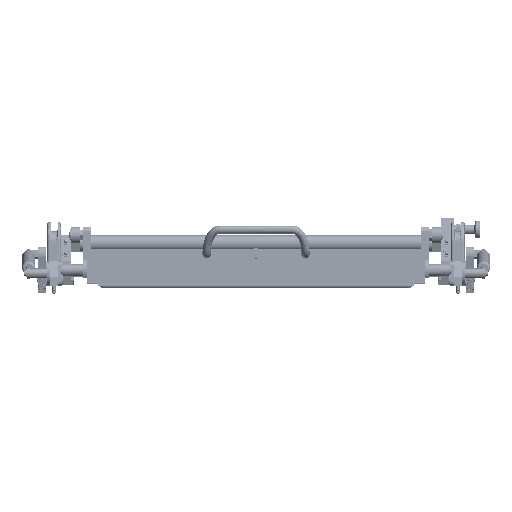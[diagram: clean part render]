
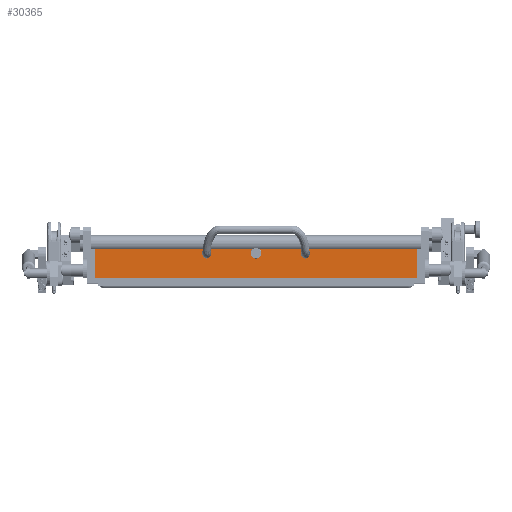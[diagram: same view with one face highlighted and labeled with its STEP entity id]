
A CAD part, top view. The second image highlights one B-rep face of the part: STEP entity #30365.
In plain terms, the highlighted planar face has unit normal (0, 0, 1).
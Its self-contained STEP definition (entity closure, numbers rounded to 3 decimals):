
#368 = CARTESIAN_POINT ( 'NONE',  ( 0., 35., 0. ) ) ;
#831 = CARTESIAN_POINT ( 'NONE',  ( 257.75, 28., 0. ) ) ;
#1438 = AXIS2_PLACEMENT_3D ( 'NONE', #87600, #82612, #33887 ) ;
#2376 = EDGE_LOOP ( 'NONE', ( #29397, #47236 ) ) ;
#3169 = AXIS2_PLACEMENT_3D ( 'NONE', #28824, #82551, #76673 ) ;
#3768 = VECTOR ( 'NONE', #51771, 1000. ) ;
#4614 = EDGE_CURVE ( 'NONE', #23646, #78572, #37439, .T. ) ;
#4795 = CARTESIAN_POINT ( 'NONE',  ( 0., 0., 0. ) ) ;
#8868 = CARTESIAN_POINT ( 'NONE',  ( 390., 0., 0. ) ) ;
#10517 = EDGE_LOOP ( 'NONE', ( #80355, #74949 ) ) ;
#12187 = ORIENTED_EDGE ( 'NONE', *, *, #13321, .T. ) ;
#13321 = EDGE_CURVE ( 'NONE', #78572, #65061, #25984, .T. ) ;
#14208 = AXIS2_PLACEMENT_3D ( 'NONE', #85495, #79603, #38083 ) ;
#14347 = PLANE ( 'NONE',  #47293 ) ;
#16199 = CARTESIAN_POINT ( 'NONE',  ( 390., 35., 0. ) ) ;
#16383 = AXIS2_PLACEMENT_3D ( 'NONE', #21640, #83051, #28859 ) ;
#16549 = CARTESIAN_POINT ( 'NONE',  ( 390., 0., 0. ) ) ;
#16628 = CARTESIAN_POINT ( 'NONE',  ( 0., 35., 0. ) ) ;
#18599 = EDGE_CURVE ( 'NONE', #69760, #59730, #63948, .T. ) ;
#19773 = DIRECTION ( 'NONE',  ( 0., 0., -1. ) ) ;
#20714 = CARTESIAN_POINT ( 'NONE',  ( 132.25, 28., 0. ) ) ;
#21258 = DIRECTION ( 'NONE',  ( -1., 0., 0. ) ) ;
#21640 = CARTESIAN_POINT ( 'NONE',  ( 135., 28., 0. ) ) ;
#23019 = EDGE_CURVE ( 'NONE', #59730, #69760, #35569, .T. ) ;
#23646 = VERTEX_POINT ( 'NONE', #16628 ) ;
#25033 = ORIENTED_EDGE ( 'NONE', *, *, #4614, .T. ) ;
#25984 = LINE ( 'NONE', #4795, #3768 ) ;
#27847 = EDGE_CURVE ( 'NONE', #85490, #52797, #80643, .T. ) ;
#28824 = CARTESIAN_POINT ( 'NONE',  ( 255., 28., 0. ) ) ;
#28859 = DIRECTION ( 'NONE',  ( -1., 0., 0. ) ) ;
#29397 = ORIENTED_EDGE ( 'NONE', *, *, #27847, .F. ) ;
#30346 = VERTEX_POINT ( 'NONE', #831 ) ;
#30365 = ADVANCED_FACE ( 'NONE', ( #54972, #83396, #55423, #76623 ), #14347, .F. ) ;
#30522 = DIRECTION ( 'NONE',  ( 0., 1., 0. ) ) ;
#30973 = LINE ( 'NONE', #16549, #85385 ) ;
#33579 = ORIENTED_EDGE ( 'NONE', *, *, #45855, .T. ) ;
#33887 = DIRECTION ( 'NONE',  ( 1., 0., 0. ) ) ;
#34499 = CARTESIAN_POINT ( 'NONE',  ( 0., 0., 0. ) ) ;
#35569 = CIRCLE ( 'NONE', #81634, 2.75 ) ;
#35805 = VERTEX_POINT ( 'NONE', #16199 ) ;
#37439 = LINE ( 'NONE', #64980, #50924 ) ;
#38083 = DIRECTION ( 'NONE',  ( 1., 0., 0. ) ) ;
#39039 = VECTOR ( 'NONE', #73798, 1000. ) ;
#39950 = CARTESIAN_POINT ( 'NONE',  ( 0., 35., 0. ) ) ;
#42078 = CIRCLE ( 'NONE', #3169, 2.75 ) ;
#42505 = DIRECTION ( 'NONE',  ( 0., 0., -1. ) ) ;
#42936 = DIRECTION ( 'NONE',  ( -1., 0., 0. ) ) ;
#43917 = VERTEX_POINT ( 'NONE', #62450 ) ;
#44539 = EDGE_CURVE ( 'NONE', #35805, #23646, #58947, .T. ) ;
#44713 = CARTESIAN_POINT ( 'NONE',  ( 255., 28., 0. ) ) ;
#45855 = EDGE_CURVE ( 'NONE', #65061, #35805, #30973, .T. ) ;
#47236 = ORIENTED_EDGE ( 'NONE', *, *, #61962, .F. ) ;
#47293 = AXIS2_PLACEMENT_3D ( 'NONE', #368, #19773, #61314 ) ;
#50924 = VECTOR ( 'NONE', #58202, 1000. ) ;
#51771 = DIRECTION ( 'NONE',  ( 1., 0., 0. ) ) ;
#52797 = VERTEX_POINT ( 'NONE', #71136 ) ;
#54972 = FACE_BOUND ( 'NONE', #10517, .T. ) ;
#55423 = FACE_BOUND ( 'NONE', #2376, .T. ) ;
#55889 = CARTESIAN_POINT ( 'NONE',  ( 199.25, 29.5, 0. ) ) ;
#58202 = DIRECTION ( 'NONE',  ( 0., -1., 0. ) ) ;
#58556 = EDGE_LOOP ( 'NONE', ( #68263, #75738 ) ) ;
#58939 = CIRCLE ( 'NONE', #14208, 4.25 ) ;
#58947 = LINE ( 'NONE', #39950, #39039 ) ;
#59730 = VERTEX_POINT ( 'NONE', #75436 ) ;
#61314 = DIRECTION ( 'NONE',  ( -1., 0., 0. ) ) ;
#61903 = CARTESIAN_POINT ( 'NONE',  ( 135., 28., 0. ) ) ;
#61962 = EDGE_CURVE ( 'NONE', #52797, #85490, #58939, .T. ) ;
#62450 = CARTESIAN_POINT ( 'NONE',  ( 252.25, 28., 0. ) ) ;
#63948 = CIRCLE ( 'NONE', #16383, 2.75 ) ;
#64980 = CARTESIAN_POINT ( 'NONE',  ( 0., 0., 0. ) ) ;
#65061 = VERTEX_POINT ( 'NONE', #8868 ) ;
#67569 = AXIS2_PLACEMENT_3D ( 'NONE', #44713, #83991, #42936 ) ;
#68263 = ORIENTED_EDGE ( 'NONE', *, *, #18599, .T. ) ;
#69760 = VERTEX_POINT ( 'NONE', #20714 ) ;
#71136 = CARTESIAN_POINT ( 'NONE',  ( 190.75, 29.5, 0. ) ) ;
#73347 = CIRCLE ( 'NONE', #67569, 2.75 ) ;
#73798 = DIRECTION ( 'NONE',  ( -1., 0., 0. ) ) ;
#74949 = ORIENTED_EDGE ( 'NONE', *, *, #86798, .T. ) ;
#75436 = CARTESIAN_POINT ( 'NONE',  ( 137.75, 28., 0. ) ) ;
#75738 = ORIENTED_EDGE ( 'NONE', *, *, #23019, .T. ) ;
#76623 = FACE_OUTER_BOUND ( 'NONE', #77987, .T. ) ;
#76673 = DIRECTION ( 'NONE',  ( -1., 0., 0. ) ) ;
#77987 = EDGE_LOOP ( 'NONE', ( #25033, #12187, #33579, #88601 ) ) ;
#78572 = VERTEX_POINT ( 'NONE', #34499 ) ;
#79603 = DIRECTION ( 'NONE',  ( 0., 0., 1. ) ) ;
#80355 = ORIENTED_EDGE ( 'NONE', *, *, #88542, .T. ) ;
#80643 = CIRCLE ( 'NONE', #1438, 4.25 ) ;
#81634 = AXIS2_PLACEMENT_3D ( 'NONE', #61903, #42505, #21258 ) ;
#82551 = DIRECTION ( 'NONE',  ( 0., 0., -1. ) ) ;
#82612 = DIRECTION ( 'NONE',  ( 0., 0., 1. ) ) ;
#83051 = DIRECTION ( 'NONE',  ( 0., 0., -1. ) ) ;
#83396 = FACE_BOUND ( 'NONE', #58556, .T. ) ;
#83991 = DIRECTION ( 'NONE',  ( 0., 0., -1. ) ) ;
#85385 = VECTOR ( 'NONE', #30522, 1000. ) ;
#85490 = VERTEX_POINT ( 'NONE', #55889 ) ;
#85495 = CARTESIAN_POINT ( 'NONE',  ( 195., 29.5, 0. ) ) ;
#86798 = EDGE_CURVE ( 'NONE', #30346, #43917, #73347, .T. ) ;
#87600 = CARTESIAN_POINT ( 'NONE',  ( 195., 29.5, 0. ) ) ;
#88542 = EDGE_CURVE ( 'NONE', #43917, #30346, #42078, .T. ) ;
#88601 = ORIENTED_EDGE ( 'NONE', *, *, #44539, .T. ) ;
